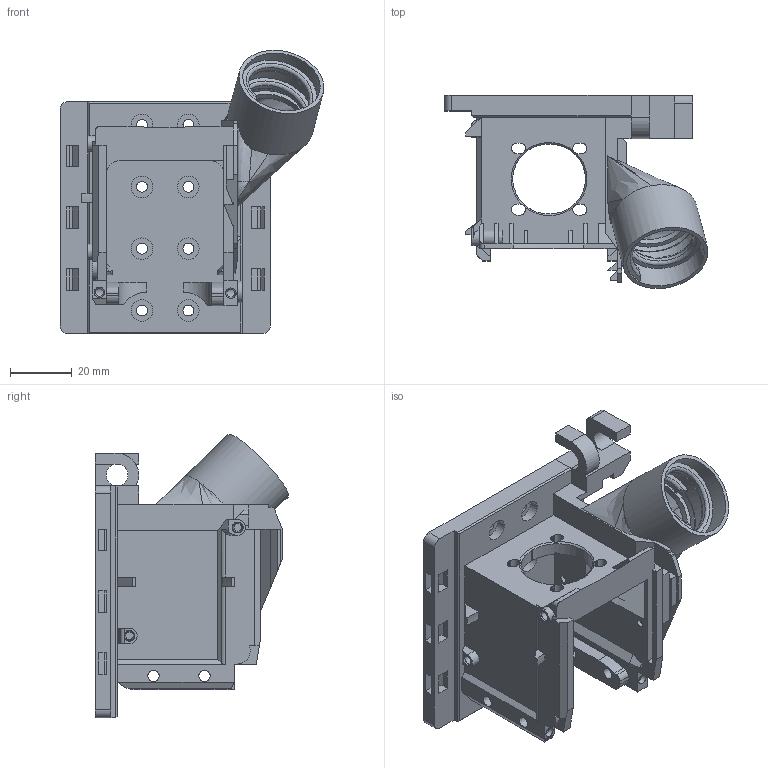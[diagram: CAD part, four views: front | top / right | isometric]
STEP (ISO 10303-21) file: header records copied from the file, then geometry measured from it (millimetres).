
FILE_DESCRIPTION(/* description */ (''),/* implementation_level */ '2;1');
FILE_NAME(/* name */ 'MGN12C.step',/* time_stamp */ '2025-07-26T11:21:07+02:00',/* author */ (''),/* organization */ (''),/* preprocessor_version */ 'ST-DEVELOPER v20.1',/* originating_system */ 'Autodesk Translation Framework v14.10.0.0',/* authorisation */ '');
FILE_SCHEMA (('AUTOMOTIVE_DESIGN { 1 0 10303 214 3 1 1 }'));
Length unit declared in the file: millimetre
Products named in the file (2): (Nicht gespeichert); MGN12C v2
Assembly tree (1 placements, depth 2):
  (Nicht gespeichert)
    MGN12C v2
Bounding box: 85.37 x 62.46 x 91.66 mm (x, y, z)
Volume: 61709.5 mm3; surface area: 38060.1 mm2
Topology: 1 solids, 5 shells, 478 faces, 1386 edges, 916 vertices
Faces by surface type: plane 316, cylinder 100, cone 41, bspline 21
Full cylindrical faces by diameter (mm): 2.3 x2, 2.5 x1, 2.6 x2, 3.5 x8, 3.7 x4, 7 x8, 20.7 x1, 22 x1, 24.6 x1, 25 x1, 25.4 x2, 25.5 x2, 28 x1
Entity records: 19799 total; most frequent: CARTESIAN_POINT 7137, ORIENTED_EDGE 2768, DIRECTION 2448, EDGE_CURVE 1384, LINE 918, VECTOR 918, VERTEX_POINT 916, AXIS2_PLACEMENT_3D 765
